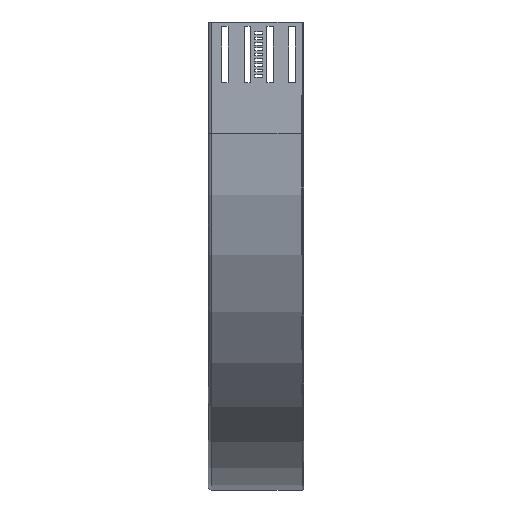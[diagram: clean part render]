
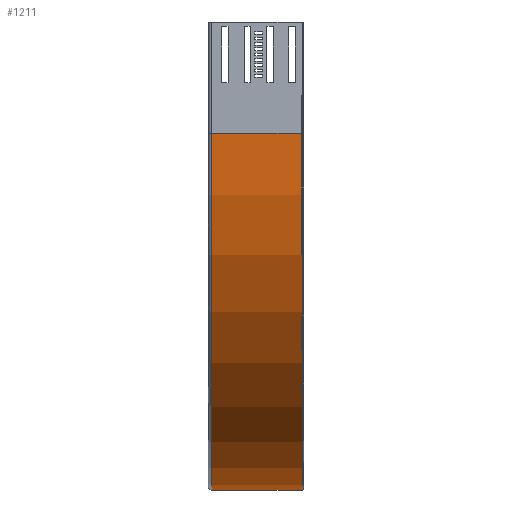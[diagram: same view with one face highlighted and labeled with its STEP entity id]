
A CAD part, left-side view. The second image highlights one B-rep face of the part: STEP entity #1211.
In plain terms, the highlighted cylindrical face has radius 400 mm (diameter 800 mm), a partial arc.
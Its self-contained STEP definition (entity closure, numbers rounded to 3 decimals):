
#355 = CIRCLE ( 'NONE', #16815, 400. ) ;
#755 = DIRECTION ( 'NONE',  ( 0., 1., 0. ) ) ;
#1211 = ADVANCED_FACE ( 'NONE', ( #12562 ), #12953, .T. ) ;
#2696 = EDGE_CURVE ( 'NONE', #19981, #16870, #23796, .T. ) ;
#3989 = DIRECTION ( 'NONE',  ( -1., 0., 0. ) ) ;
#4385 = DIRECTION ( 'NONE',  ( 0., -1., 0. ) ) ;
#5657 = CARTESIAN_POINT ( 'NONE',  ( 0., 0., -125. ) ) ;
#5684 = ORIENTED_EDGE ( 'NONE', *, *, #19104, .T. ) ;
#5926 = CARTESIAN_POINT ( 'NONE',  ( 400., 1.75, -125. ) ) ;
#6069 = CARTESIAN_POINT ( 'NONE',  ( 400., 103.25, -125. ) ) ;
#6284 = ORIENTED_EDGE ( 'NONE', *, *, #7968, .F. ) ;
#6555 = VERTEX_POINT ( 'NONE', #12496 ) ;
#6694 = AXIS2_PLACEMENT_3D ( 'NONE', #18358, #16813, #20404 ) ;
#7720 = AXIS2_PLACEMENT_3D ( 'NONE', #5926, #14162, #3989 ) ;
#7968 = EDGE_CURVE ( 'NONE', #19981, #16136, #14739, .T. ) ;
#8483 = LINE ( 'NONE', #16595, #11961 ) ;
#10441 = ORIENTED_EDGE ( 'NONE', *, *, #2696, .T. ) ;
#11961 = VECTOR ( 'NONE', #755, 1000. ) ;
#12496 = CARTESIAN_POINT ( 'NONE',  ( 400., 103.25, -525. ) ) ;
#12562 = FACE_OUTER_BOUND ( 'NONE', #23748, .T. ) ;
#12953 = CYLINDRICAL_SURFACE ( 'NONE', #6694, 400. ) ;
#13526 = DIRECTION ( 'NONE',  ( 0., 1., 0. ) ) ;
#14162 = DIRECTION ( 'NONE',  ( 0., -1., 0. ) ) ;
#14739 = CIRCLE ( 'NONE', #7720, 400. ) ;
#15054 = CARTESIAN_POINT ( 'NONE',  ( 0., 103.25, -125. ) ) ;
#15988 = DIRECTION ( 'NONE',  ( -1., 0., 0. ) ) ;
#16136 = VERTEX_POINT ( 'NONE', #22272 ) ;
#16595 = CARTESIAN_POINT ( 'NONE',  ( 400., 0., -525. ) ) ;
#16813 = DIRECTION ( 'NONE',  ( 0., -1., 0. ) ) ;
#16815 = AXIS2_PLACEMENT_3D ( 'NONE', #6069, #4385, #15988 ) ;
#16870 = VERTEX_POINT ( 'NONE', #15054 ) ;
#18358 = CARTESIAN_POINT ( 'NONE',  ( 400., 0., -125. ) ) ;
#19104 = EDGE_CURVE ( 'NONE', #16870, #6555, #355, .T. ) ;
#19981 = VERTEX_POINT ( 'NONE', #20642 ) ;
#20404 = DIRECTION ( 'NONE',  ( 0., 0., -1. ) ) ;
#20642 = CARTESIAN_POINT ( 'NONE',  ( 0., 1.75, -125. ) ) ;
#22134 = EDGE_CURVE ( 'NONE', #16136, #6555, #8483, .T. ) ;
#22272 = CARTESIAN_POINT ( 'NONE',  ( 400., 1.75, -525. ) ) ;
#23748 = EDGE_LOOP ( 'NONE', ( #5684, #24849, #6284, #10441 ) ) ;
#23796 = LINE ( 'NONE', #5657, #24810 ) ;
#24810 = VECTOR ( 'NONE', #13526, 1000. ) ;
#24849 = ORIENTED_EDGE ( 'NONE', *, *, #22134, .F. ) ;
